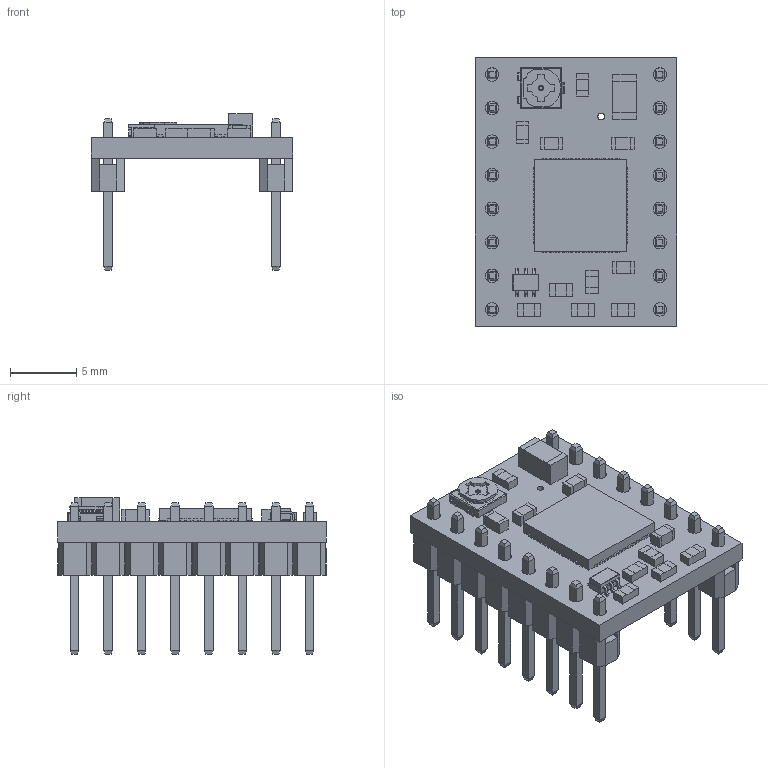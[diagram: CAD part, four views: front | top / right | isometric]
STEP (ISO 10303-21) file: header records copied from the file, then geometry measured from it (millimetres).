
FILE_DESCRIPTION (( 'STEP AP214' ), '1' );
FILE_NAME ('md34a01_for_step.step', '2018-11-02T21:36:08', ( '' ), ( '' ), 'SwSTEP 2.0', 'SolidWorks 2016', '' );
FILE_SCHEMA (( 'AUTOMOTIVE_DESIGN' ));
Length unit declared in the file: millimetre
Products named in the file (1): md34a01_for_step
Bounding box: 15.24 x 20.32 x 11.87 mm (x, y, z)
Volume: 818.8 mm3; surface area: 1876.8 mm2
Topology: 3 solids, 3 shells, 1413 faces, 3856 edges, 2480 vertices
Faces by surface type: plane 1135, bspline 151, cylinder 120, sphere 4, torus 3
Full cylindrical faces by diameter (mm): 0.25 x1, 0.508 x1, 1.016 x16, 2.5 x1
Entity records: 64517 total; most frequent: CARTESIAN_POINT 14087, ORIENTED_EDGE 7658, DIRECTION 6242, EDGE_CURVE 3829, VECTOR 3262, LINE 3262, VERTEX_POINT 2479, EDGE_LOOP 1608
